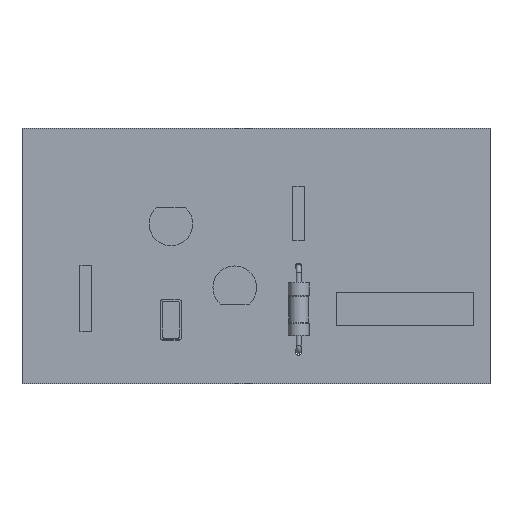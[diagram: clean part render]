
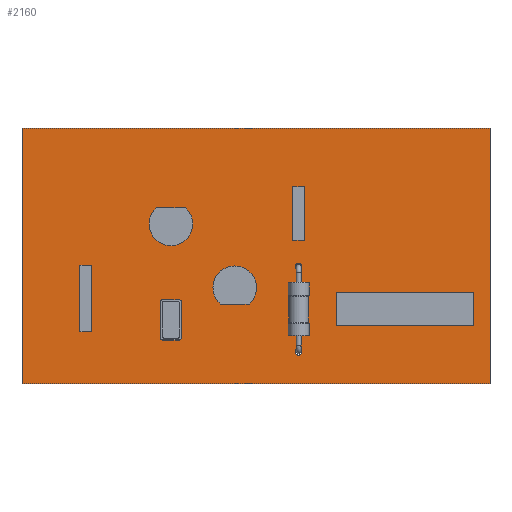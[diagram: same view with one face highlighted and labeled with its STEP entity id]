
A CAD part, top view. The second image highlights one B-rep face of the part: STEP entity #2160.
In plain terms, the highlighted planar face has unit normal (0, 0, 1).
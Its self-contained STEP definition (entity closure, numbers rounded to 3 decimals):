
#76=FACE_BOUND('',#334,.T.);
#77=FACE_BOUND('',#335,.T.);
#78=FACE_BOUND('',#336,.T.);
#79=FACE_BOUND('',#337,.T.);
#80=FACE_BOUND('',#338,.T.);
#81=FACE_BOUND('',#339,.T.);
#82=FACE_BOUND('',#340,.T.);
#83=FACE_BOUND('',#341,.T.);
#84=FACE_BOUND('',#342,.T.);
#85=FACE_BOUND('',#343,.T.);
#86=FACE_BOUND('',#344,.T.);
#87=FACE_BOUND('',#345,.T.);
#88=FACE_BOUND('',#346,.T.);
#89=FACE_BOUND('',#347,.T.);
#90=FACE_BOUND('',#348,.T.);
#91=FACE_BOUND('',#349,.T.);
#92=FACE_BOUND('',#350,.T.);
#123=PLANE('',#2399);
#216=FACE_OUTER_BOUND('',#333,.T.);
#333=EDGE_LOOP('',(#1527,#1528,#1529,#1530));
#334=EDGE_LOOP('',(#1531));
#335=EDGE_LOOP('',(#1532));
#336=EDGE_LOOP('',(#1533));
#337=EDGE_LOOP('',(#1534));
#338=EDGE_LOOP('',(#1535));
#339=EDGE_LOOP('',(#1536));
#340=EDGE_LOOP('',(#1537));
#341=EDGE_LOOP('',(#1538));
#342=EDGE_LOOP('',(#1539));
#343=EDGE_LOOP('',(#1540));
#344=EDGE_LOOP('',(#1541));
#345=EDGE_LOOP('',(#1542));
#346=EDGE_LOOP('',(#1543));
#347=EDGE_LOOP('',(#1544));
#348=EDGE_LOOP('',(#1545));
#349=EDGE_LOOP('',(#1546));
#350=EDGE_LOOP('',(#1547));
#491=LINE('',#3347,#683);
#494=LINE('',#3353,#686);
#497=LINE('',#3359,#689);
#500=LINE('',#3363,#692);
#683=VECTOR('',#2704,10.);
#686=VECTOR('',#2709,10.);
#689=VECTOR('',#2714,10.);
#692=VECTOR('',#2719,10.);
#857=CIRCLE('',#2346,0.406);
#859=CIRCLE('',#2349,0.406);
#861=CIRCLE('',#2352,0.407);
#863=CIRCLE('',#2355,0.407);
#865=CIRCLE('',#2358,0.35);
#867=CIRCLE('',#2361,0.45);
#869=CIRCLE('',#2364,0.407);
#871=CIRCLE('',#2367,1.);
#873=CIRCLE('',#2370,1.);
#875=CIRCLE('',#2373,0.407);
#877=CIRCLE('',#2376,0.45);
#879=CIRCLE('',#2379,0.35);
#881=CIRCLE('',#2382,0.4);
#883=CIRCLE('',#2385,0.407);
#885=CIRCLE('',#2388,0.406);
#887=CIRCLE('',#2391,0.406);
#889=CIRCLE('',#2394,0.406);
#956=VERTEX_POINT('',#3241);
#958=VERTEX_POINT('',#3247);
#960=VERTEX_POINT('',#3253);
#962=VERTEX_POINT('',#3259);
#964=VERTEX_POINT('',#3265);
#966=VERTEX_POINT('',#3271);
#968=VERTEX_POINT('',#3277);
#970=VERTEX_POINT('',#3283);
#972=VERTEX_POINT('',#3289);
#974=VERTEX_POINT('',#3295);
#976=VERTEX_POINT('',#3301);
#978=VERTEX_POINT('',#3307);
#980=VERTEX_POINT('',#3313);
#982=VERTEX_POINT('',#3319);
#984=VERTEX_POINT('',#3325);
#986=VERTEX_POINT('',#3331);
#988=VERTEX_POINT('',#3337);
#991=VERTEX_POINT('',#3344);
#992=VERTEX_POINT('',#3346);
#994=VERTEX_POINT('',#3352);
#996=VERTEX_POINT('',#3358);
#1154=EDGE_CURVE('',#956,#956,#857,.T.);
#1157=EDGE_CURVE('',#958,#958,#859,.T.);
#1160=EDGE_CURVE('',#960,#960,#861,.T.);
#1163=EDGE_CURVE('',#962,#962,#863,.T.);
#1166=EDGE_CURVE('',#964,#964,#865,.T.);
#1169=EDGE_CURVE('',#966,#966,#867,.T.);
#1172=EDGE_CURVE('',#968,#968,#869,.T.);
#1175=EDGE_CURVE('',#970,#970,#871,.T.);
#1178=EDGE_CURVE('',#972,#972,#873,.T.);
#1181=EDGE_CURVE('',#974,#974,#875,.T.);
#1184=EDGE_CURVE('',#976,#976,#877,.T.);
#1187=EDGE_CURVE('',#978,#978,#879,.T.);
#1190=EDGE_CURVE('',#980,#980,#881,.T.);
#1193=EDGE_CURVE('',#982,#982,#883,.T.);
#1196=EDGE_CURVE('',#984,#984,#885,.T.);
#1199=EDGE_CURVE('',#986,#986,#887,.T.);
#1202=EDGE_CURVE('',#988,#988,#889,.T.);
#1205=EDGE_CURVE('',#992,#991,#491,.T.);
#1208=EDGE_CURVE('',#994,#992,#494,.T.);
#1211=EDGE_CURVE('',#996,#994,#497,.T.);
#1214=EDGE_CURVE('',#991,#996,#500,.T.);
#1527=ORIENTED_EDGE('',*,*,#1214,.T.);
#1528=ORIENTED_EDGE('',*,*,#1211,.T.);
#1529=ORIENTED_EDGE('',*,*,#1208,.T.);
#1530=ORIENTED_EDGE('',*,*,#1205,.T.);
#1531=ORIENTED_EDGE('',*,*,#1154,.T.);
#1532=ORIENTED_EDGE('',*,*,#1157,.T.);
#1533=ORIENTED_EDGE('',*,*,#1160,.T.);
#1534=ORIENTED_EDGE('',*,*,#1163,.T.);
#1535=ORIENTED_EDGE('',*,*,#1166,.T.);
#1536=ORIENTED_EDGE('',*,*,#1169,.T.);
#1537=ORIENTED_EDGE('',*,*,#1172,.T.);
#1538=ORIENTED_EDGE('',*,*,#1175,.T.);
#1539=ORIENTED_EDGE('',*,*,#1178,.T.);
#1540=ORIENTED_EDGE('',*,*,#1181,.T.);
#1541=ORIENTED_EDGE('',*,*,#1184,.T.);
#1542=ORIENTED_EDGE('',*,*,#1187,.T.);
#1543=ORIENTED_EDGE('',*,*,#1190,.T.);
#1544=ORIENTED_EDGE('',*,*,#1193,.T.);
#1545=ORIENTED_EDGE('',*,*,#1196,.T.);
#1546=ORIENTED_EDGE('',*,*,#1199,.T.);
#1547=ORIENTED_EDGE('',*,*,#1202,.T.);
#2160=ADVANCED_FACE('',(#216,#76,#77,#78,#79,#80,#81,#82,#83,#84,#85,#86,
#87,#88,#89,#90,#91,#92),#123,.T.);
#2346=AXIS2_PLACEMENT_3D('',#3243,#2586,#2587);
#2349=AXIS2_PLACEMENT_3D('',#3249,#2593,#2594);
#2352=AXIS2_PLACEMENT_3D('',#3255,#2600,#2601);
#2355=AXIS2_PLACEMENT_3D('',#3261,#2607,#2608);
#2358=AXIS2_PLACEMENT_3D('',#3267,#2614,#2615);
#2361=AXIS2_PLACEMENT_3D('',#3273,#2621,#2622);
#2364=AXIS2_PLACEMENT_3D('',#3279,#2628,#2629);
#2367=AXIS2_PLACEMENT_3D('',#3285,#2635,#2636);
#2370=AXIS2_PLACEMENT_3D('',#3291,#2642,#2643);
#2373=AXIS2_PLACEMENT_3D('',#3297,#2649,#2650);
#2376=AXIS2_PLACEMENT_3D('',#3303,#2656,#2657);
#2379=AXIS2_PLACEMENT_3D('',#3309,#2663,#2664);
#2382=AXIS2_PLACEMENT_3D('',#3315,#2670,#2671);
#2385=AXIS2_PLACEMENT_3D('',#3321,#2677,#2678);
#2388=AXIS2_PLACEMENT_3D('',#3327,#2684,#2685);
#2391=AXIS2_PLACEMENT_3D('',#3333,#2691,#2692);
#2394=AXIS2_PLACEMENT_3D('',#3339,#2698,#2699);
#2399=AXIS2_PLACEMENT_3D('',#3364,#2720,#2721);
#2586=DIRECTION('center_axis',(0.,0.,-1.));
#2587=DIRECTION('ref_axis',(1.,0.,0.));
#2593=DIRECTION('center_axis',(0.,0.,-1.));
#2594=DIRECTION('ref_axis',(1.,0.,0.));
#2600=DIRECTION('center_axis',(0.,0.,-1.));
#2601=DIRECTION('ref_axis',(1.,0.,0.));
#2607=DIRECTION('center_axis',(0.,0.,-1.));
#2608=DIRECTION('ref_axis',(1.,0.,0.));
#2614=DIRECTION('center_axis',(0.,0.,-1.));
#2615=DIRECTION('ref_axis',(1.,0.,0.));
#2621=DIRECTION('center_axis',(0.,0.,-1.));
#2622=DIRECTION('ref_axis',(1.,0.,0.));
#2628=DIRECTION('center_axis',(0.,0.,-1.));
#2629=DIRECTION('ref_axis',(1.,0.,0.));
#2635=DIRECTION('center_axis',(0.,0.,-1.));
#2636=DIRECTION('ref_axis',(1.,0.,0.));
#2642=DIRECTION('center_axis',(0.,0.,-1.));
#2643=DIRECTION('ref_axis',(1.,0.,0.));
#2649=DIRECTION('center_axis',(0.,0.,-1.));
#2650=DIRECTION('ref_axis',(1.,0.,0.));
#2656=DIRECTION('center_axis',(0.,0.,-1.));
#2657=DIRECTION('ref_axis',(1.,0.,0.));
#2663=DIRECTION('center_axis',(0.,0.,-1.));
#2664=DIRECTION('ref_axis',(1.,0.,0.));
#2670=DIRECTION('center_axis',(0.,0.,-1.));
#2671=DIRECTION('ref_axis',(1.,0.,0.));
#2677=DIRECTION('center_axis',(0.,0.,-1.));
#2678=DIRECTION('ref_axis',(1.,0.,0.));
#2684=DIRECTION('center_axis',(0.,0.,-1.));
#2685=DIRECTION('ref_axis',(1.,0.,0.));
#2691=DIRECTION('center_axis',(0.,0.,-1.));
#2692=DIRECTION('ref_axis',(1.,0.,0.));
#2698=DIRECTION('center_axis',(0.,0.,-1.));
#2699=DIRECTION('ref_axis',(1.,0.,0.));
#2704=DIRECTION('',(-1.,0.,0.));
#2709=DIRECTION('',(0.,1.,0.));
#2714=DIRECTION('',(1.,0.,0.));
#2719=DIRECTION('',(0.,-1.,0.));
#2720=DIRECTION('center_axis',(0.,0.,1.));
#2721=DIRECTION('ref_axis',(1.,0.,0.));
#3241=CARTESIAN_POINT('',(32.614,13.97,1.57));
#3243=CARTESIAN_POINT('Origin',(33.02,13.97,1.57));
#3247=CARTESIAN_POINT('',(24.994,13.335,1.57));
#3249=CARTESIAN_POINT('Origin',(25.4,13.335,1.57));
#3253=CARTESIAN_POINT('',(18.644,19.05,1.57));
#3255=CARTESIAN_POINT('Origin',(19.05,19.05,1.57));
#3259=CARTESIAN_POINT('',(16.104,19.05,1.57));
#3261=CARTESIAN_POINT('Origin',(16.51,19.05,1.57));
#3265=CARTESIAN_POINT('',(32.67,22.82,1.57));
#3267=CARTESIAN_POINT('Origin',(33.02,22.82,1.57));
#3271=CARTESIAN_POINT('',(7.17,6.91,1.57));
#3273=CARTESIAN_POINT('Origin',(7.62,6.91,1.57));
#3277=CARTESIAN_POINT('',(17.374,6.35,1.57));
#3279=CARTESIAN_POINT('Origin',(17.78,6.35,1.57));
#3283=CARTESIAN_POINT('',(38.116,8.89,1.57));
#3285=CARTESIAN_POINT('Origin',(39.116,8.89,1.57));
#3289=CARTESIAN_POINT('',(51.324,8.89,1.57));
#3291=CARTESIAN_POINT('Origin',(52.324,8.89,1.57));
#3295=CARTESIAN_POINT('',(17.374,8.89,1.57));
#3297=CARTESIAN_POINT('Origin',(17.78,8.89,1.57));
#3301=CARTESIAN_POINT('',(7.17,13.41,1.57));
#3303=CARTESIAN_POINT('Origin',(7.62,13.41,1.57));
#3307=CARTESIAN_POINT('',(32.67,17.82,1.57));
#3309=CARTESIAN_POINT('Origin',(33.02,17.82,1.57));
#3313=CARTESIAN_POINT('',(45.32,8.89,1.57));
#3315=CARTESIAN_POINT('Origin',(45.72,8.89,1.57));
#3319=CARTESIAN_POINT('',(17.374,17.145,1.57));
#3321=CARTESIAN_POINT('Origin',(17.78,17.145,1.57));
#3325=CARTESIAN_POINT('',(26.264,11.43,1.57));
#3327=CARTESIAN_POINT('Origin',(26.67,11.43,1.57));
#3331=CARTESIAN_POINT('',(23.724,11.43,1.57));
#3333=CARTESIAN_POINT('Origin',(24.13,11.43,1.57));
#3337=CARTESIAN_POINT('',(32.614,3.81,1.57));
#3339=CARTESIAN_POINT('Origin',(33.02,3.81,1.57));
#3344=CARTESIAN_POINT('',(0.,30.48,1.57));
#3346=CARTESIAN_POINT('',(55.88,30.48,1.57));
#3347=CARTESIAN_POINT('',(55.88,30.48,1.57));
#3352=CARTESIAN_POINT('',(55.88,0.,1.57));
#3353=CARTESIAN_POINT('',(55.88,0.,1.57));
#3358=CARTESIAN_POINT('',(0.,0.,1.57));
#3359=CARTESIAN_POINT('',(0.,0.,1.57));
#3363=CARTESIAN_POINT('',(0.,30.48,1.57));
#3364=CARTESIAN_POINT('Origin',(27.94,15.24,1.57));
